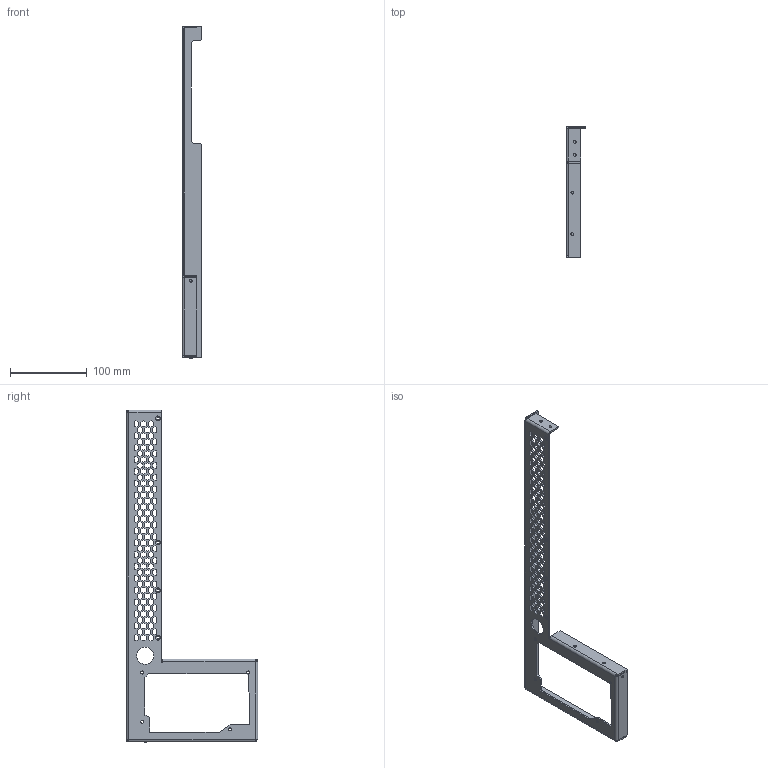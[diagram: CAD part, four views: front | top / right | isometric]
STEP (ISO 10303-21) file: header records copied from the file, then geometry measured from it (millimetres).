
FILE_DESCRIPTION(/* description */ (''),/* implementation_level */ '2;1');
FILE_NAME(/* name */ 'PSU_Bracket.step',/* time_stamp */ '2024-11-18T04:59:00-07:00',/* author */ (''),/* organization */ (''),/* preprocessor_version */ 'ST-DEVELOPER v20',/* originating_system */ 'Autodesk Translation Framework v13.20.0.188',/* authorisation */ '');
FILE_SCHEMA (('AUTOMOTIVE_DESIGN { 1 0 10303 214 3 1 1 }'));
Length unit declared in the file: inch
Products named in the file (1): Rear IO Reccessed Copy (1)
Bounding box: 25.4 x 170.69 x 431.54 mm (x, y, z)
Volume: 67639.7 mm3; surface area: 76020.7 mm2
Topology: 1 solids, 1 shells, 760 faces, 2230 edges, 1472 vertices
Faces by surface type: plane 724, cylinder 32, cone 4
Full cylindrical faces by diameter (mm): 3.302 x4, 3.454 x8, 3.937 x4, 22.2 x1
Entity records: 25250 total; most frequent: CARTESIAN_POINT 4463, ORIENTED_EDGE 4460, DIRECTION 3820, EDGE_CURVE 2230, LINE 2162, VECTOR 2162, VERTEX_POINT 1472, EDGE_LOOP 1018
